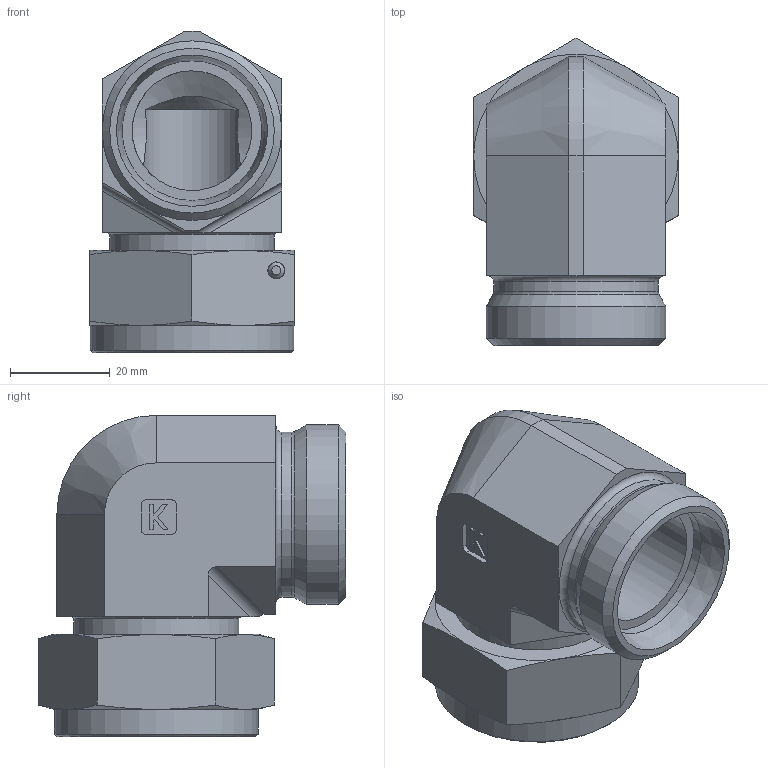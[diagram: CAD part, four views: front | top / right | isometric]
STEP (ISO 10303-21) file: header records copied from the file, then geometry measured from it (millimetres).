
FILE_DESCRIPTION((''),'2;1');
FILE_NAME('3565283628.stp','2014-09-11T09:11:51',(''),('KNOMI spol. s r. o.'),'Autodesk Inventor 2012','Autodesk Inventor 2012','');
FILE_SCHEMA(('AUTOMOTIVE_DESIGN { 1 2 10303 214 0 1 1 1 }'));
Length unit declared in the file: millimetre
Products named in the file (5): LSSO2 28L  M36/M36 v.z "O" kr; 3575 28 3628; 395 2836; 9903236; 60726020
Assembly tree (4 placements, depth 2):
  LSSO2 28L  M36/M36 v.z "O" kr
    3575 28 3628
    395 2836
    9903236
    60726020
Bounding box: 41 x 61.67 x 64.42 mm (x, y, z)
Volume: 55547.6 mm3; surface area: 23582.2 mm2
Topology: 4 solids, 4 shells, 111 faces, 253 edges, 160 vertices
Faces by surface type: plane 53, cone 26, cylinder 20, torus 11, bspline 1
Full cylindrical faces by diameter (mm): 3.2 x1, 3.4 x1, 20 x1, 24 x1, 28 x1, 33 x3, 33.75 x1, 33.835 x1, 36 x1, 40.8 x1
Entity records: 3305 total; most frequent: CARTESIAN_POINT 735, DIRECTION 497, ORIENTED_EDGE 422, EDGE_CURVE 211, AXIS2_PLACEMENT_3D 199, EDGE_LOOP 161, VERTEX_POINT 150, STYLED_ITEM 115
